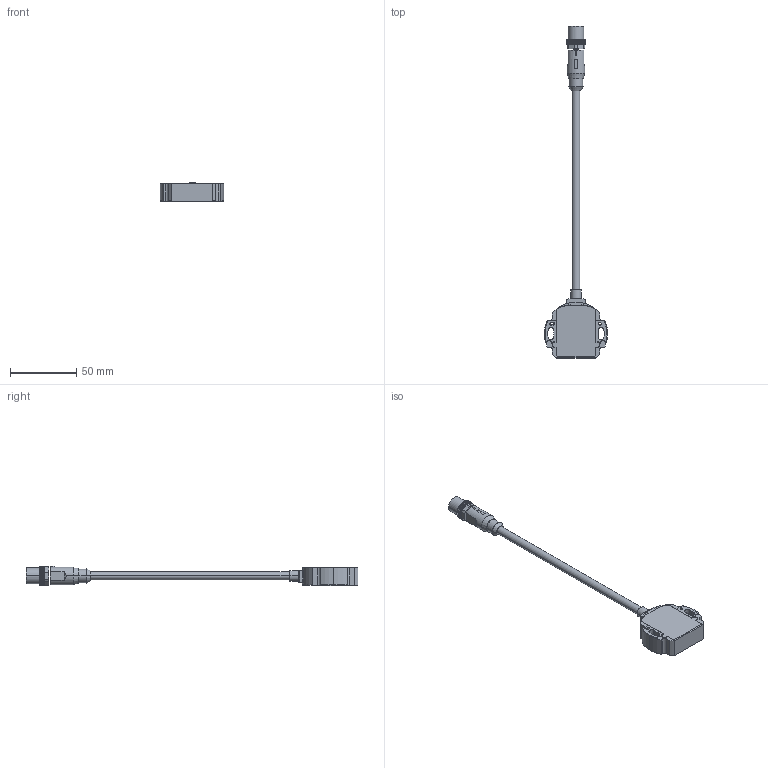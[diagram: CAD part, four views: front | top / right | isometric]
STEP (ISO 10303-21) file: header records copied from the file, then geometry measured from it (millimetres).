
FILE_DESCRIPTION (( 'STEP AP214' ), '1' );
FILE_NAME ('M12_Stecker_EA-Code_5_1.STEP', '2017-11-22T14:16:03', ( 'dummy' ), ( 'Microsoft' ), 'SwSTEP 2.0', 'SolidWorks 2017', '' );
FILE_SCHEMA (( 'AUTOMOTIVE_DESIGN' ));
Length unit declared in the file: millimetre
Products named in the file (1): M12_Stecker_EA-Code_5_1
Bounding box: 47.6 x 250 x 14.6 mm (x, y, z)
Surface area: 12017.6 mm2 (no closed solid volume)
Topology: 0 solids, 13 shells, 245 faces, 1161 edges, 855 vertices
Faces by surface type: plane 144, cylinder 90, torus 6, cone 5
Entity records: 14376 total; most frequent: CARTESIAN_POINT 2355, DIRECTION 2010, ORIENTED_EDGE 1693, EDGE_CURVE 1161, VERTEX_POINT 855, LINE 772, VECTOR 772, AXIS2_PLACEMENT_3D 619
